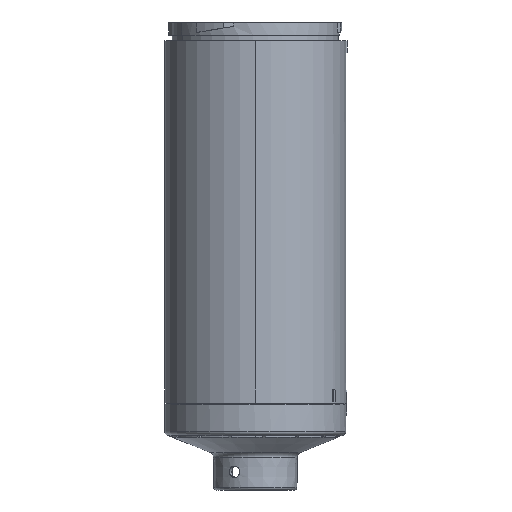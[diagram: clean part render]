
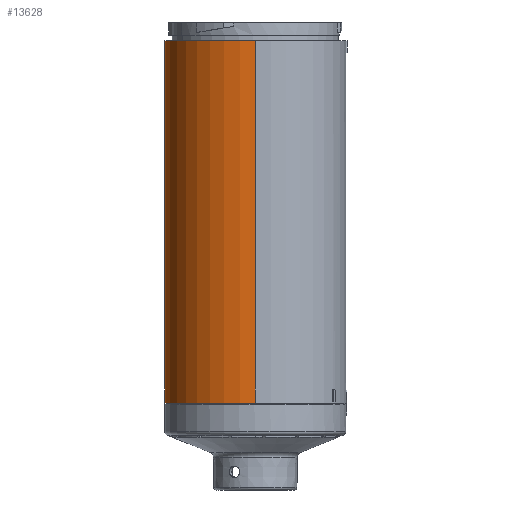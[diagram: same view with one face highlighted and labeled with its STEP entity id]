
A CAD part, left-side view. The second image highlights one B-rep face of the part: STEP entity #13628.
In plain terms, the highlighted cylindrical face has radius 35 mm (diameter 70 mm), a partial arc.
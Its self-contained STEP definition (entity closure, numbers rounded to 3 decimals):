
#85 = EDGE_CURVE ( 'NONE', #21817, #8450, #15995, .T. ) ;
#1038 = ORIENTED_EDGE ( 'NONE', *, *, #18177, .F. ) ;
#1267 = CARTESIAN_POINT ( 'NONE',  ( -35., 0., 21. ) ) ;
#1476 = ORIENTED_EDGE ( 'NONE', *, *, #9755, .T. ) ;
#2545 = DIRECTION ( 'NONE',  ( 0., 0., 1. ) ) ;
#2856 = AXIS2_PLACEMENT_3D ( 'NONE', #15430, #19973, #21837 ) ;
#3468 = LINE ( 'NONE', #17146, #15251 ) ;
#5218 = DIRECTION ( 'NONE',  ( 0., 0., -1. ) ) ;
#5361 = CIRCLE ( 'NONE', #9147, 35. ) ;
#6520 = CARTESIAN_POINT ( 'NONE',  ( 0., 0., 60. ) ) ;
#7215 = CYLINDRICAL_SURFACE ( 'NONE', #7874, 35. ) ;
#7874 = AXIS2_PLACEMENT_3D ( 'NONE', #15299, #5218, #23553 ) ;
#8450 = VERTEX_POINT ( 'NONE', #13536 ) ;
#9147 = AXIS2_PLACEMENT_3D ( 'NONE', #6520, #2545, #10635 ) ;
#9694 = EDGE_LOOP ( 'NONE', ( #1038, #14998, #1476, #19031 ) ) ;
#9724 = FACE_OUTER_BOUND ( 'NONE', #9694, .T. ) ;
#9755 = EDGE_CURVE ( 'NONE', #18941, #21817, #3468, .T. ) ;
#10635 = DIRECTION ( 'NONE',  ( 1., 0., 0. ) ) ;
#11263 = CARTESIAN_POINT ( 'NONE',  ( 35., 0., 60. ) ) ;
#13183 = LINE ( 'NONE', #1267, #17660 ) ;
#13536 = CARTESIAN_POINT ( 'NONE',  ( -35., 0., -80. ) ) ;
#13628 = ADVANCED_FACE ( 'NONE', ( #9724 ), #7215, .T. ) ;
#14973 = CARTESIAN_POINT ( 'NONE',  ( -35., 0., 60. ) ) ;
#14998 = ORIENTED_EDGE ( 'NONE', *, *, #16223, .F. ) ;
#15251 = VECTOR ( 'NONE', #25819, 1000. ) ;
#15299 = CARTESIAN_POINT ( 'NONE',  ( 0., 0., 21. ) ) ;
#15430 = CARTESIAN_POINT ( 'NONE',  ( 0., 0., -80. ) ) ;
#15995 = CIRCLE ( 'NONE', #2856, 35. ) ;
#16223 = EDGE_CURVE ( 'NONE', #18941, #18915, #5361, .T. ) ;
#17134 = CARTESIAN_POINT ( 'NONE',  ( 35., 0., -80. ) ) ;
#17146 = CARTESIAN_POINT ( 'NONE',  ( 35., 0., 21. ) ) ;
#17660 = VECTOR ( 'NONE', #22942, 1000. ) ;
#18177 = EDGE_CURVE ( 'NONE', #18915, #8450, #13183, .T. ) ;
#18915 = VERTEX_POINT ( 'NONE', #14973 ) ;
#18941 = VERTEX_POINT ( 'NONE', #11263 ) ;
#19031 = ORIENTED_EDGE ( 'NONE', *, *, #85, .T. ) ;
#19973 = DIRECTION ( 'NONE',  ( 0., 0., 1. ) ) ;
#21817 = VERTEX_POINT ( 'NONE', #17134 ) ;
#21837 = DIRECTION ( 'NONE',  ( 1., 0., 0. ) ) ;
#22942 = DIRECTION ( 'NONE',  ( 0., 0., -1. ) ) ;
#23553 = DIRECTION ( 'NONE',  ( 1., 0., 0. ) ) ;
#25819 = DIRECTION ( 'NONE',  ( 0., 0., -1. ) ) ;
